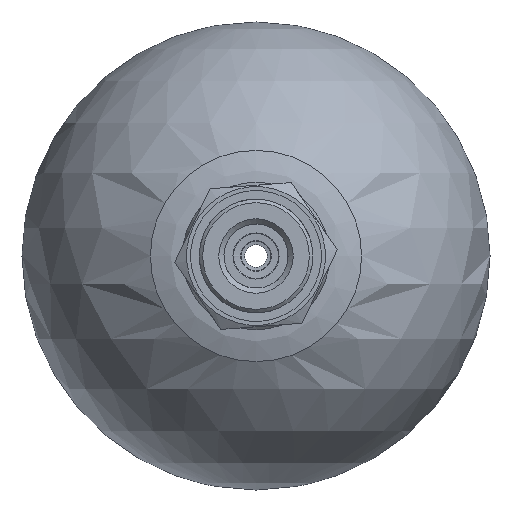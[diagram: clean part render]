
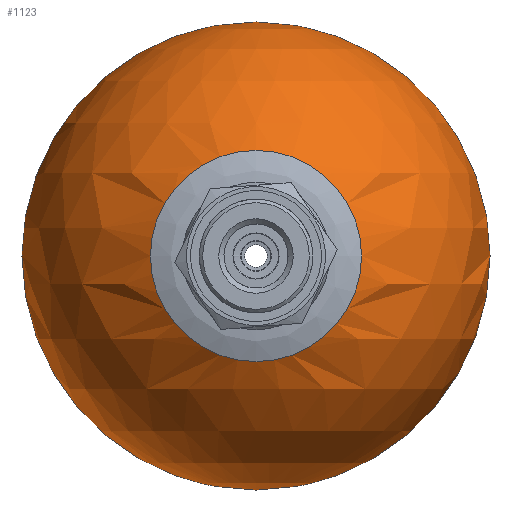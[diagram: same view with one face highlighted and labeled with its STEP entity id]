
A CAD part, front view. The second image highlights one B-rep face of the part: STEP entity #1123.
In plain terms, the highlighted spherical face has radius 68 mm.
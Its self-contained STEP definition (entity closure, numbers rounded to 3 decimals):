
#602=CARTESIAN_POINT('',(68.,56.589,0.0));
#603=VERTEX_POINT('',#602);
#604=CARTESIAN_POINT('',(0.,56.589,0.0));
#605=DIRECTION('',(0.0,-1.0,0.0));
#606=DIRECTION('',(1.0,0.0,0.0));
#607=AXIS2_PLACEMENT_3D('',#604,#605,#606);
#608=CIRCLE('',#607,68.);
#609=EDGE_CURVE('',#603,#603,#608,.T.);
#1104=CARTESIAN_POINT('',(0.,56.589,0.0));
#1105=DIRECTION('',(0.0,0.0,1.0));
#1106=DIRECTION('',(1.0,0.0,0.0));
#1107=AXIS2_PLACEMENT_3D('',#1104,#1105,#1106);
#1108=SPHERICAL_SURFACE('',#1107,68.0);
#1109=CARTESIAN_POINT('',(30.683,-4.095,0.0));
#1110=VERTEX_POINT('',#1109);
#1111=CARTESIAN_POINT('',(0.,-4.095,0.0));
#1112=DIRECTION('',(0.0,-1.0,0.0));
#1113=DIRECTION('',(1.0,0.0,0.0));
#1114=AXIS2_PLACEMENT_3D('',#1111,#1112,#1113);
#1115=CIRCLE('',#1114,30.683);
#1116=EDGE_CURVE('',#1110,#1110,#1115,.T.);
#1117=ORIENTED_EDGE('',*,*,#1116,.F.);
#1118=EDGE_LOOP('',(#1117));
#1119=FACE_OUTER_BOUND('',#1118,.T.);
#1120=ORIENTED_EDGE('',*,*,#609,.T.);
#1121=EDGE_LOOP('',(#1120));
#1122=FACE_BOUND('',#1121,.T.);
#1123=ADVANCED_FACE('',(#1119,#1122),#1108,.T.);
